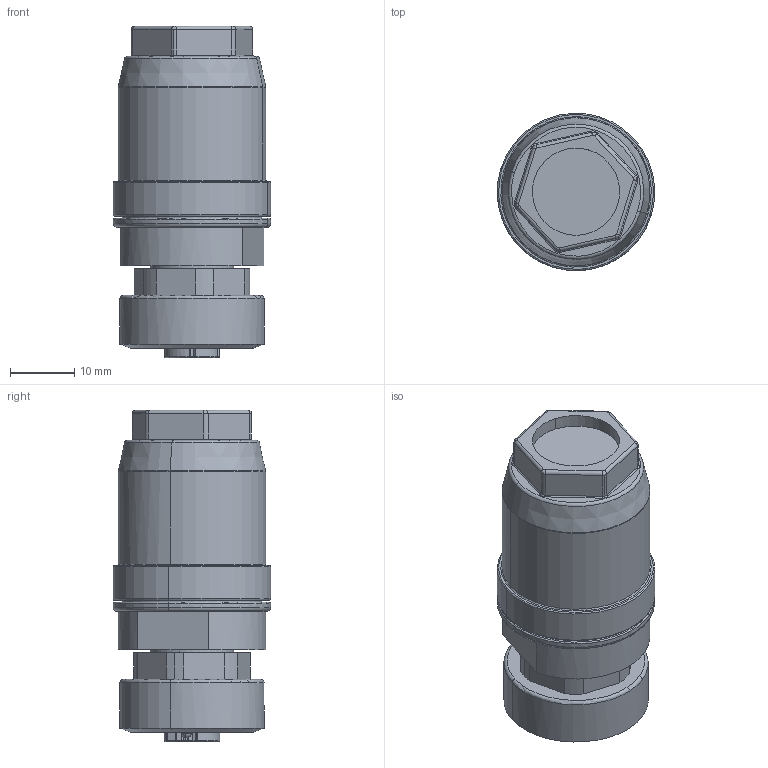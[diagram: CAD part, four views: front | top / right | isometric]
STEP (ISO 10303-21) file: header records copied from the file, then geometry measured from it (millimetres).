
FILE_DESCRIPTION(('CATIA V5 STEP Exchange','CAx-IF Rec.Pracs.--- Model Styling and Organization---1.4--- 2014-01-23'),'2;1');
FILE_NAME ('142763-2_1_2525620000_2525620000.stp','2021-03-10T09:39:14+00:00',('none'),('Weidmueller'),'CATIA Version 5-6 Release 2016 SP3 HF44','CATIA V5 STEP AP214','none');
FILE_SCHEMA(('AUTOMOTIVE_DESIGN { 1 0 10303 214 1 1 1 1 }'));
Length unit declared in the file: millimetre
Products named in the file (1): 2525620000
Bounding box: 24.52 x 24.53 x 51.65 mm (x, y, z)
Volume: 18423 mm3; surface area: 5736.1 mm2
Topology: 2 solids, 2 shells, 274 faces, 652 edges, 374 vertices
Faces by surface type: cylinder 119, plane 53, torus 53, sphere 25, bspline 12, cone 12
Entity records: 8041 total; most frequent: CARTESIAN_POINT 2209, ORIENTED_EDGE 1254, DIRECTION 1042, EDGE_CURVE 627, AXIS2_PLACEMENT_3D 564, VERTEX_POINT 374, CIRCLE 302, EDGE_LOOP 291
